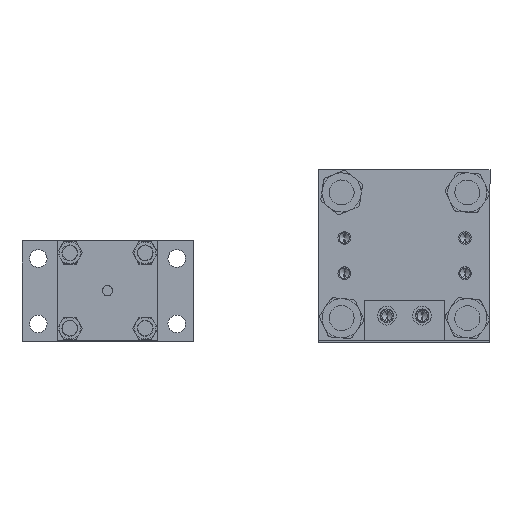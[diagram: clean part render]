
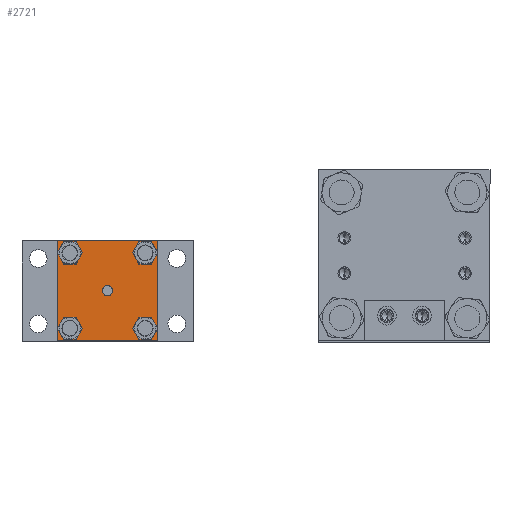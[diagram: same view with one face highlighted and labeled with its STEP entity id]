
A CAD part, top view. The second image highlights one B-rep face of the part: STEP entity #2721.
In plain terms, the highlighted planar face has unit normal (0, 0, 1).
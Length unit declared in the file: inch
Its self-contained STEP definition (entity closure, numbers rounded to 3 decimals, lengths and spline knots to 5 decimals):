
#131 = DIRECTION ( 'NONE',  ( 1., 0., 0. ) ) ;
#133 = CARTESIAN_POINT ( 'NONE',  ( 5.89946, 9.57806, 0.5 ) ) ;
#147 = LINE ( 'NONE', #133, #6027 ) ;
#378 = VERTEX_POINT ( 'NONE', #12200 ) ;
#381 = DIRECTION ( 'NONE',  ( 1., 0., 0. ) ) ;
#479 = AXIS2_PLACEMENT_3D ( 'NONE', #2078, #11805, #3306 ) ;
#736 = CARTESIAN_POINT ( 'NONE',  ( 5.77291, 8.32806, 0.5 ) ) ;
#863 = ORIENTED_EDGE ( 'NONE', *, *, #13687, .F. ) ;
#949 = EDGE_CURVE ( 'NONE', #11963, #9947, #3346, .T. ) ;
#951 = ORIENTED_EDGE ( 'NONE', *, *, #14859, .F. ) ;
#1048 = EDGE_CURVE ( 'NONE', #15213, #14100, #4086, .T. ) ;
#1168 = DIRECTION ( 'NONE',  ( 0., -1., 0. ) ) ;
#1527 = VECTOR ( 'NONE', #10813, 39.37008 ) ;
#1535 = DIRECTION ( 'NONE',  ( 1., 0., 0. ) ) ;
#1633 = CIRCLE ( 'NONE', #479, 0.188 ) ;
#1675 = DIRECTION ( 'NONE',  ( 1., 0., 0. ) ) ;
#1817 = DIRECTION ( 'NONE',  ( 0., 0., 1. ) ) ;
#1902 = ORIENTED_EDGE ( 'NONE', *, *, #10109, .F. ) ;
#1941 = ORIENTED_EDGE ( 'NONE', *, *, #15413, .T. ) ;
#2078 = CARTESIAN_POINT ( 'NONE',  ( 6.83446, 9.26306, 0.5 ) ) ;
#2324 = VERTEX_POINT ( 'NONE', #15082 ) ;
#2483 = DIRECTION ( 'NONE',  ( 0., 0., 1. ) ) ;
#2678 = EDGE_CURVE ( 'NONE', #9947, #11963, #8738, .T. ) ;
#2690 = DIRECTION ( 'NONE',  ( 1., 0., 0. ) ) ;
#2721 = ADVANCED_FACE ( 'NONE', ( #14409, #4549, #8159, #13835, #5697, #3050 ), #5108, .T. ) ;
#2918 = CARTESIAN_POINT ( 'NONE',  ( 4.96446, 9.26306, 0.5 ) ) ;
#3050 = FACE_BOUND ( 'NONE', #14989, .T. ) ;
#3306 = DIRECTION ( 'NONE',  ( 1., 0., 0. ) ) ;
#3346 = CIRCLE ( 'NONE', #7683, 0.12655 ) ;
#3348 = CARTESIAN_POINT ( 'NONE',  ( 4.64946, 9.57806, 0.5 ) ) ;
#3384 = DIRECTION ( 'NONE',  ( 1., 0., 0. ) ) ;
#3546 = CARTESIAN_POINT ( 'NONE',  ( 4.96446, 9.26306, 0.5 ) ) ;
#3553 = VECTOR ( 'NONE', #381, 39.37008 ) ;
#3587 = CARTESIAN_POINT ( 'NONE',  ( 6.83446, 7.39306, 0.5 ) ) ;
#3845 = EDGE_CURVE ( 'NONE', #11943, #4548, #13079, .T. ) ;
#3981 = CIRCLE ( 'NONE', #10707, 0.188 ) ;
#4086 = CIRCLE ( 'NONE', #7770, 0.188 ) ;
#4374 = ORIENTED_EDGE ( 'NONE', *, *, #10904, .F. ) ;
#4548 = VERTEX_POINT ( 'NONE', #4973 ) ;
#4549 = FACE_BOUND ( 'NONE', #10317, .T. ) ;
#4694 = DIRECTION ( 'NONE',  ( 1., 0., 0. ) ) ;
#4702 = CARTESIAN_POINT ( 'NONE',  ( 4.64946, 5.57249, 0.5 ) ) ;
#4716 = LINE ( 'NONE', #4791, #1527 ) ;
#4791 = CARTESIAN_POINT ( 'NONE',  ( 7.14946, 5.57249, 0.5 ) ) ;
#4840 = CARTESIAN_POINT ( 'NONE',  ( 7.14946, 7.07806, 0.5 ) ) ;
#4973 = CARTESIAN_POINT ( 'NONE',  ( 4.64946, 7.07806, 0.5 ) ) ;
#5108 = PLANE ( 'NONE',  #9909 ) ;
#5200 = VERTEX_POINT ( 'NONE', #14124 ) ;
#5206 = DIRECTION ( 'NONE',  ( 1., 0., 0. ) ) ;
#5359 = CIRCLE ( 'NONE', #10345, 0.188 ) ;
#5364 = CARTESIAN_POINT ( 'NONE',  ( 4.77646, 7.39306, 0.5 ) ) ;
#5697 = FACE_OUTER_BOUND ( 'NONE', #15395, .T. ) ;
#5931 = ORIENTED_EDGE ( 'NONE', *, *, #1048, .F. ) ;
#6027 = VECTOR ( 'NONE', #1675, 39.37008 ) ;
#6111 = DIRECTION ( 'NONE',  ( 0., 0., 1. ) ) ;
#6386 = EDGE_LOOP ( 'NONE', ( #13799, #1902 ) ) ;
#6481 = VERTEX_POINT ( 'NONE', #11655 ) ;
#6568 = DIRECTION ( 'NONE',  ( 0., 0., 1. ) ) ;
#6982 = AXIS2_PLACEMENT_3D ( 'NONE', #9902, #7544, #131 ) ;
#7133 = CARTESIAN_POINT ( 'NONE',  ( 4.96446, 7.39306, 0.5 ) ) ;
#7228 = DIRECTION ( 'NONE',  ( 1., 0., 0. ) ) ;
#7499 = DIRECTION ( 'NONE',  ( 1., 0., 0. ) ) ;
#7544 = DIRECTION ( 'NONE',  ( 0., 0., 1. ) ) ;
#7633 = CARTESIAN_POINT ( 'NONE',  ( 5.89946, 7.07806, 0.5 ) ) ;
#7645 = ORIENTED_EDGE ( 'NONE', *, *, #949, .F. ) ;
#7683 = AXIS2_PLACEMENT_3D ( 'NONE', #14933, #6568, #15041 ) ;
#7768 = CARTESIAN_POINT ( 'NONE',  ( 6.02601, 8.32806, 0.5 ) ) ;
#7770 = AXIS2_PLACEMENT_3D ( 'NONE', #2918, #1817, #14987 ) ;
#7907 = ORIENTED_EDGE ( 'NONE', *, *, #9470, .F. ) ;
#8159 = FACE_BOUND ( 'NONE', #13307, .T. ) ;
#8245 = DIRECTION ( 'NONE',  ( 0., 0., 1. ) ) ;
#8539 = CARTESIAN_POINT ( 'NONE',  ( 4.77646, 9.26306, 0.5 ) ) ;
#8676 = CARTESIAN_POINT ( 'NONE',  ( 7.02246, 9.26306, 0.5 ) ) ;
#8738 = CIRCLE ( 'NONE', #6982, 0.12655 ) ;
#9142 = CIRCLE ( 'NONE', #14748, 0.188 ) ;
#9191 = LINE ( 'NONE', #7633, #3553 ) ;
#9299 = CARTESIAN_POINT ( 'NONE',  ( 5.15246, 7.39306, 0.5 ) ) ;
#9470 = EDGE_CURVE ( 'NONE', #6481, #11592, #1633, .T. ) ;
#9524 = ORIENTED_EDGE ( 'NONE', *, *, #12711, .F. ) ;
#9696 = CARTESIAN_POINT ( 'NONE',  ( 6.83446, 9.26306, 0.5 ) ) ;
#9784 = AXIS2_PLACEMENT_3D ( 'NONE', #3587, #12038, #7228 ) ;
#9848 = VECTOR ( 'NONE', #1168, 39.37008 ) ;
#9851 = DIRECTION ( 'NONE',  ( 0., 0., 1. ) ) ;
#9902 = CARTESIAN_POINT ( 'NONE',  ( 5.89946, 8.32806, 0.5 ) ) ;
#9904 = CARTESIAN_POINT ( 'NONE',  ( 4.96446, 7.39306, 0.5 ) ) ;
#9909 = AXIS2_PLACEMENT_3D ( 'NONE', #13569, #9851, #1535 ) ;
#9947 = VERTEX_POINT ( 'NONE', #7768 ) ;
#10083 = CIRCLE ( 'NONE', #12512, 0.188 ) ;
#10109 = EDGE_CURVE ( 'NONE', #15042, #11241, #9142, .T. ) ;
#10174 = EDGE_CURVE ( 'NONE', #14100, #15213, #10083, .T. ) ;
#10317 = EDGE_LOOP ( 'NONE', ( #9524, #7907 ) ) ;
#10345 = AXIS2_PLACEMENT_3D ( 'NONE', #13776, #12450, #5206 ) ;
#10485 = AXIS2_PLACEMENT_3D ( 'NONE', #9904, #6111, #7499 ) ;
#10707 = AXIS2_PLACEMENT_3D ( 'NONE', #9696, #2483, #2690 ) ;
#10813 = DIRECTION ( 'NONE',  ( 0., -1., 0. ) ) ;
#10904 = EDGE_CURVE ( 'NONE', #2324, #378, #5359, .T. ) ;
#11241 = VERTEX_POINT ( 'NONE', #9299 ) ;
#11592 = VERTEX_POINT ( 'NONE', #8676 ) ;
#11655 = CARTESIAN_POINT ( 'NONE',  ( 6.64646, 9.26306, 0.5 ) ) ;
#11805 = DIRECTION ( 'NONE',  ( 0., 0., 1. ) ) ;
#11918 = CIRCLE ( 'NONE', #9784, 0.188 ) ;
#11943 = VERTEX_POINT ( 'NONE', #3348 ) ;
#11963 = VERTEX_POINT ( 'NONE', #736 ) ;
#11993 = DIRECTION ( 'NONE',  ( 0., 0., 1. ) ) ;
#12038 = DIRECTION ( 'NONE',  ( 0., 0., 1. ) ) ;
#12200 = CARTESIAN_POINT ( 'NONE',  ( 6.64646, 7.39306, 0.5 ) ) ;
#12450 = DIRECTION ( 'NONE',  ( 0., 0., 1. ) ) ;
#12512 = AXIS2_PLACEMENT_3D ( 'NONE', #3546, #11993, #3384 ) ;
#12711 = EDGE_CURVE ( 'NONE', #11592, #6481, #3981, .T. ) ;
#12751 = ORIENTED_EDGE ( 'NONE', *, *, #2678, .F. ) ;
#12768 = EDGE_CURVE ( 'NONE', #11241, #15042, #15533, .T. ) ;
#13079 = LINE ( 'NONE', #4702, #9848 ) ;
#13307 = EDGE_LOOP ( 'NONE', ( #15101, #5931 ) ) ;
#13469 = EDGE_LOOP ( 'NONE', ( #4374, #13643 ) ) ;
#13569 = CARTESIAN_POINT ( 'NONE',  ( 5.89946, 5.57249, 0.5 ) ) ;
#13643 = ORIENTED_EDGE ( 'NONE', *, *, #13736, .F. ) ;
#13687 = EDGE_CURVE ( 'NONE', #5200, #15294, #4716, .T. ) ;
#13736 = EDGE_CURVE ( 'NONE', #378, #2324, #11918, .T. ) ;
#13776 = CARTESIAN_POINT ( 'NONE',  ( 6.83446, 7.39306, 0.5 ) ) ;
#13799 = ORIENTED_EDGE ( 'NONE', *, *, #12768, .F. ) ;
#13835 = FACE_BOUND ( 'NONE', #6386, .T. ) ;
#14100 = VERTEX_POINT ( 'NONE', #15059 ) ;
#14124 = CARTESIAN_POINT ( 'NONE',  ( 7.14946, 9.57806, 0.5 ) ) ;
#14409 = FACE_BOUND ( 'NONE', #13469, .T. ) ;
#14748 = AXIS2_PLACEMENT_3D ( 'NONE', #7133, #8245, #4694 ) ;
#14859 = EDGE_CURVE ( 'NONE', #11943, #5200, #147, .T. ) ;
#14933 = CARTESIAN_POINT ( 'NONE',  ( 5.89946, 8.32806, 0.5 ) ) ;
#14987 = DIRECTION ( 'NONE',  ( 1., 0., 0. ) ) ;
#14989 = EDGE_LOOP ( 'NONE', ( #7645, #12751 ) ) ;
#15041 = DIRECTION ( 'NONE',  ( 1., 0., 0. ) ) ;
#15042 = VERTEX_POINT ( 'NONE', #5364 ) ;
#15059 = CARTESIAN_POINT ( 'NONE',  ( 5.15246, 9.26306, 0.5 ) ) ;
#15082 = CARTESIAN_POINT ( 'NONE',  ( 7.02246, 7.39306, 0.5 ) ) ;
#15101 = ORIENTED_EDGE ( 'NONE', *, *, #10174, .F. ) ;
#15213 = VERTEX_POINT ( 'NONE', #8539 ) ;
#15294 = VERTEX_POINT ( 'NONE', #4840 ) ;
#15303 = ORIENTED_EDGE ( 'NONE', *, *, #3845, .T. ) ;
#15395 = EDGE_LOOP ( 'NONE', ( #951, #15303, #1941, #863 ) ) ;
#15413 = EDGE_CURVE ( 'NONE', #4548, #15294, #9191, .T. ) ;
#15533 = CIRCLE ( 'NONE', #10485, 0.188 ) ;
